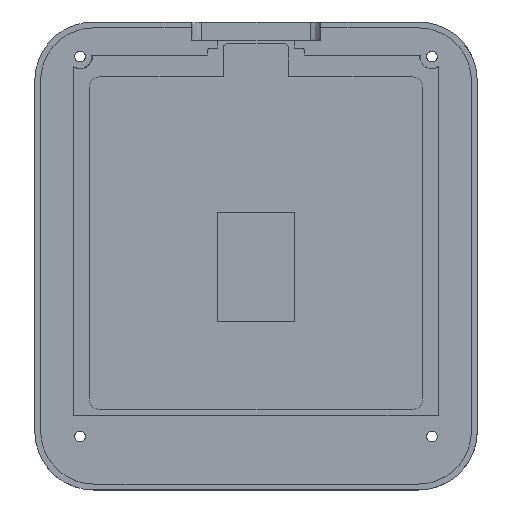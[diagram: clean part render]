
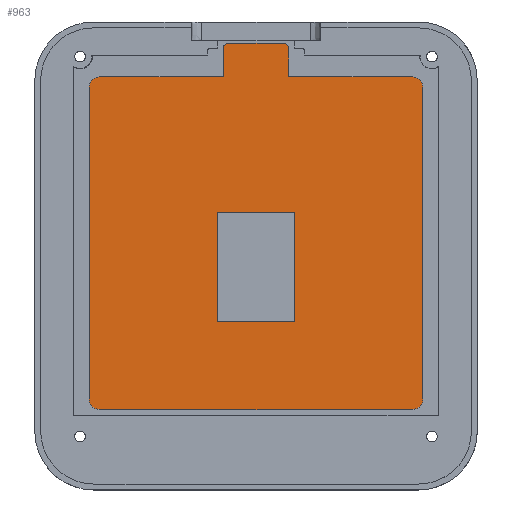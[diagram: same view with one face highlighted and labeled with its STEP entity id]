
A CAD part, top view. The second image highlights one B-rep face of the part: STEP entity #963.
In plain terms, the highlighted planar face has unit normal (0, 0, 1).
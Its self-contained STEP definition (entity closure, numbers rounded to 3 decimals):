
#762=CARTESIAN_POINT('',(96.349,-17.655,-7.38));
#763=VERTEX_POINT('',#762);
#764=CARTESIAN_POINT('',(81.749,-17.655,-7.38));
#765=VERTEX_POINT('',#764);
#766=CARTESIAN_POINT('',(96.349,-17.655,-7.38));
#767=DIRECTION('',(-1.,-0.,0.));
#768=VECTOR('',#767,14.6);
#769=LINE('',#766,#768);
#770=EDGE_CURVE('',#763,#765,#769,.T.);
#797=CARTESIAN_POINT('',(89.049,0.195,-7.38));
#798=DIRECTION('',(0.,0.,1.));
#799=DIRECTION('',(0.674,0.739,0.));
#800=AXIS2_PLACEMENT_3D('',#797,#798,#799);
#801=PLANE('',#800);
#802=CARTESIAN_POINT('',(83.898,34.545,-7.38));
#803=VERTEX_POINT('',#802);
#804=CARTESIAN_POINT('',(82.899,33.555,-7.38));
#805=VERTEX_POINT('',#804);
#806=CARTESIAN_POINT('',(83.898,33.545,-7.38));
#807=DIRECTION('',(0.,0.,1.));
#808=DIRECTION('',(1.,0.,-0.));
#809=AXIS2_PLACEMENT_3D('',#806,#807,#808);
#810=CIRCLE('',#809,1.);
#811=EDGE_CURVE('',#803,#805,#810,.T.);
#812=ORIENTED_EDGE('',*,*,#811,.T.);
#813=CARTESIAN_POINT('',(82.899,28.245,-7.38));
#814=VERTEX_POINT('',#813);
#815=CARTESIAN_POINT('',(82.899,33.555,-7.38));
#816=DIRECTION('',(-0.,-1.,0.));
#817=VECTOR('',#816,5.31);
#818=LINE('',#815,#817);
#819=EDGE_CURVE('',#805,#814,#818,.T.);
#820=ORIENTED_EDGE('',*,*,#819,.T.);
#821=CARTESIAN_POINT('',(59.748,28.245,-7.38));
#822=VERTEX_POINT('',#821);
#823=CARTESIAN_POINT('',(82.899,28.245,-7.38));
#824=DIRECTION('',(-1.,0.,0.));
#825=VECTOR('',#824,23.15);
#826=LINE('',#823,#825);
#827=EDGE_CURVE('',#814,#822,#826,.T.);
#828=ORIENTED_EDGE('',*,*,#827,.T.);
#829=CARTESIAN_POINT('',(57.749,26.246,-7.38));
#830=VERTEX_POINT('',#829);
#831=CARTESIAN_POINT('',(59.748,26.246,-7.38));
#832=DIRECTION('',(0.,0.,1.));
#833=DIRECTION('',(1.,0.,-0.));
#834=AXIS2_PLACEMENT_3D('',#831,#832,#833);
#835=CIRCLE('',#834,2.);
#836=EDGE_CURVE('',#822,#830,#835,.T.);
#837=ORIENTED_EDGE('',*,*,#836,.T.);
#838=CARTESIAN_POINT('',(57.749,-32.155,-7.38));
#839=VERTEX_POINT('',#838);
#840=CARTESIAN_POINT('',(57.749,26.246,-7.38));
#841=DIRECTION('',(0.,-1.,0.));
#842=VECTOR('',#841,58.401);
#843=LINE('',#840,#842);
#844=EDGE_CURVE('',#830,#839,#843,.T.);
#845=ORIENTED_EDGE('',*,*,#844,.T.);
#846=CARTESIAN_POINT('',(59.748,-34.155,-7.38));
#847=VERTEX_POINT('',#846);
#848=CARTESIAN_POINT('',(59.748,-32.155,-7.38));
#849=DIRECTION('',(0.,0.,1.));
#850=DIRECTION('',(1.,0.,-0.));
#851=AXIS2_PLACEMENT_3D('',#848,#849,#850);
#852=CIRCLE('',#851,2.);
#853=EDGE_CURVE('',#839,#847,#852,.T.);
#854=ORIENTED_EDGE('',*,*,#853,.T.);
#855=CARTESIAN_POINT('',(118.349,-34.155,-7.38));
#856=VERTEX_POINT('',#855);
#857=CARTESIAN_POINT('',(118.349,-34.155,-7.38));
#858=DIRECTION('',(-1.,0.,0.));
#859=VECTOR('',#858,58.601);
#860=LINE('',#857,#859);
#861=EDGE_CURVE('',#856,#847,#860,.T.);
#862=ORIENTED_EDGE('',*,*,#861,.F.);
#863=CARTESIAN_POINT('',(120.349,-32.155,-7.38));
#864=VERTEX_POINT('',#863);
#865=CARTESIAN_POINT('',(118.349,-32.155,-7.38));
#866=DIRECTION('',(0.,0.,1.));
#867=DIRECTION('',(1.,0.,-0.));
#868=AXIS2_PLACEMENT_3D('',#865,#866,#867);
#869=CIRCLE('',#868,2.);
#870=EDGE_CURVE('',#856,#864,#869,.T.);
#871=ORIENTED_EDGE('',*,*,#870,.T.);
#872=CARTESIAN_POINT('',(120.349,26.246,-7.38));
#873=VERTEX_POINT('',#872);
#874=CARTESIAN_POINT('',(120.349,26.246,-7.38));
#875=DIRECTION('',(0.,-1.,0.));
#876=VECTOR('',#875,58.401);
#877=LINE('',#874,#876);
#878=EDGE_CURVE('',#873,#864,#877,.T.);
#879=ORIENTED_EDGE('',*,*,#878,.F.);
#880=CARTESIAN_POINT('',(118.349,28.245,-7.38));
#881=VERTEX_POINT('',#880);
#882=CARTESIAN_POINT('',(118.349,26.246,-7.38));
#883=DIRECTION('',(0.,0.,1.));
#884=DIRECTION('',(1.,0.,-0.));
#885=AXIS2_PLACEMENT_3D('',#882,#883,#884);
#886=CIRCLE('',#885,2.);
#887=EDGE_CURVE('',#873,#881,#886,.T.);
#888=ORIENTED_EDGE('',*,*,#887,.T.);
#889=CARTESIAN_POINT('',(95.199,28.245,-7.38));
#890=VERTEX_POINT('',#889);
#891=CARTESIAN_POINT('',(118.349,28.245,-7.38));
#892=DIRECTION('',(-1.,0.,0.));
#893=VECTOR('',#892,23.15);
#894=LINE('',#891,#893);
#895=EDGE_CURVE('',#881,#890,#894,.T.);
#896=ORIENTED_EDGE('',*,*,#895,.T.);
#897=CARTESIAN_POINT('',(95.199,30.447,-7.38));
#898=VERTEX_POINT('',#897);
#899=CARTESIAN_POINT('',(95.199,28.245,-7.38));
#900=DIRECTION('',(0.,1.,0.));
#901=VECTOR('',#900,2.202);
#902=LINE('',#899,#901);
#903=EDGE_CURVE('',#890,#898,#902,.T.);
#904=ORIENTED_EDGE('',*,*,#903,.T.);
#905=CARTESIAN_POINT('',(95.199,30.447,-7.38));
#906=VERTEX_POINT('',#905);
#907=CARTESIAN_POINT('',(95.199,30.447,-7.38));
#908=DIRECTION('',(-1.,0.,0.));
#909=VECTOR('',#908,0.);
#910=LINE('',#907,#909);
#911=EDGE_CURVE('',#898,#906,#910,.T.);
#912=ORIENTED_EDGE('',*,*,#911,.T.);
#913=CARTESIAN_POINT('',(95.199,33.545,-7.38));
#914=VERTEX_POINT('',#913);
#915=CARTESIAN_POINT('',(95.199,30.447,-7.38));
#916=DIRECTION('',(0.,1.,0.));
#917=VECTOR('',#916,3.098);
#918=LINE('',#915,#917);
#919=EDGE_CURVE('',#906,#914,#918,.T.);
#920=ORIENTED_EDGE('',*,*,#919,.T.);
#921=CARTESIAN_POINT('',(94.199,34.545,-7.38));
#922=VERTEX_POINT('',#921);
#923=CARTESIAN_POINT('',(94.199,33.545,-7.38));
#924=DIRECTION('',(0.,0.,1.));
#925=DIRECTION('',(1.,0.,-0.));
#926=AXIS2_PLACEMENT_3D('',#923,#924,#925);
#927=CIRCLE('',#926,1.);
#928=EDGE_CURVE('',#914,#922,#927,.T.);
#929=ORIENTED_EDGE('',*,*,#928,.T.);
#930=CARTESIAN_POINT('',(83.898,34.545,-7.38));
#931=DIRECTION('',(1.,0.,-0.));
#932=VECTOR('',#931,10.3);
#933=LINE('',#930,#932);
#934=EDGE_CURVE('',#803,#922,#933,.T.);
#935=ORIENTED_EDGE('',*,*,#934,.F.);
#936=EDGE_LOOP('',(#812,#820,#828,#837,#845,#854,#862,#871,#879,#888,#896,#904,#912,#920,#929,#935));
#937=FACE_BOUND('',#936,.T.);
#938=CARTESIAN_POINT('',(81.749,2.745,-7.38));
#939=VERTEX_POINT('',#938);
#940=CARTESIAN_POINT('',(81.749,2.745,-7.38));
#941=DIRECTION('',(0.,-1.,0.));
#942=VECTOR('',#941,20.4);
#943=LINE('',#940,#942);
#944=EDGE_CURVE('',#939,#765,#943,.T.);
#945=ORIENTED_EDGE('',*,*,#944,.F.);
#946=CARTESIAN_POINT('',(96.349,2.745,-7.38));
#947=VERTEX_POINT('',#946);
#948=CARTESIAN_POINT('',(81.749,2.745,-7.38));
#949=DIRECTION('',(1.,0.,-0.));
#950=VECTOR('',#949,14.6);
#951=LINE('',#948,#950);
#952=EDGE_CURVE('',#939,#947,#951,.T.);
#953=ORIENTED_EDGE('',*,*,#952,.T.);
#954=CARTESIAN_POINT('',(96.349,2.745,-7.38));
#955=DIRECTION('',(0.,-1.,0.));
#956=VECTOR('',#955,20.4);
#957=LINE('',#954,#956);
#958=EDGE_CURVE('',#947,#763,#957,.T.);
#959=ORIENTED_EDGE('',*,*,#958,.T.);
#960=ORIENTED_EDGE('',*,*,#770,.T.);
#961=EDGE_LOOP('',(#945,#953,#959,#960));
#962=FACE_BOUND('',#961,.T.);
#963=ADVANCED_FACE('',(#937,#962),#801,.T.);
